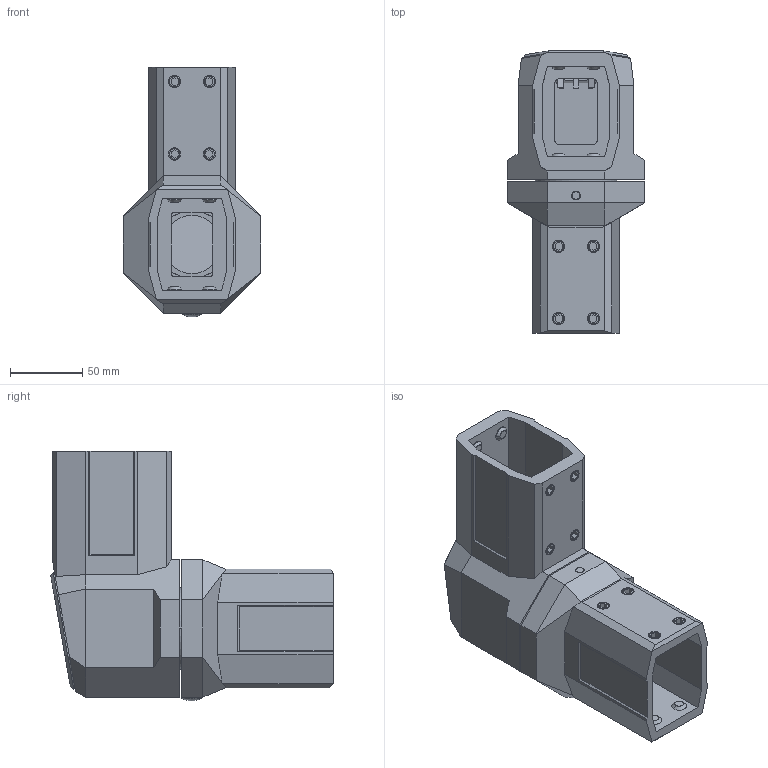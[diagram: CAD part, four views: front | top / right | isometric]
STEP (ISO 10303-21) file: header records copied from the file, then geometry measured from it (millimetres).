
FILE_DESCRIPTION((''),'2;1');
FILE_NAME('AUFSTECKGELENK_CS-2000-SL_ASM','2010-07-21T',('M.Fehring'),(''),'PRO/ENGINEER BY PARAMETRIC TECHNOLOGY CORPORATION, 2005070','PRO/ENGINEER BY PARAMETRIC TECHNOLOGY CORPORATION, 2005070','');
FILE_SCHEMA(('AUTOMOTIVE_DESIGN_CC2 { 1 2 10303 214 -1 1 5 2 }'));
Length unit declared in the file: millimetre
Products named in the file (8): ZWISCHENG-UNTERT_CS-2000-SL; STANDFUSS-OBERTEIL_CS-2000-SL; ABDECKUNG_2; ABDECKKAPPE_; GEWINDESTIFTM10X12; STOPFEN; LAGER; AUFSTECKGELENK_CS-2000-SL_ASM
Assembly tree (22 placements, depth 2):
  AUFSTECKGELENK_CS-2000-SL_ASM
    ZWISCHENG-UNTERT_CS-2000-SL
    STANDFUSS-OBERTEIL_CS-2000-SL
    ABDECKUNG_2
    ABDECKKAPPE_
    GEWINDESTIFTM10X12  x16
    STOPFEN
    LAGER
Bounding box: 95 x 195.07 x 172.53 mm (x, y, z)
Volume: 576079.6 mm3; surface area: 181358.1 mm2
Topology: 22 solids, 22 shells, 797 faces, 1940 edges, 1213 vertices
Faces by surface type: plane 475, cylinder 166, cone 86, bspline 42, torus 16, sphere 12
Entity records: 24115 total; most frequent: CARTESIAN_POINT 5629, ORIENTED_EDGE 2916, DIRECTION 2886, EDGE_CURVE 1458, PRESENTATION_STYLE_ASSIGNMENT 1432, STYLED_ITEM 1432, CURVE_STYLE 1426, AXIS2_PLACEMENT_3D 974
